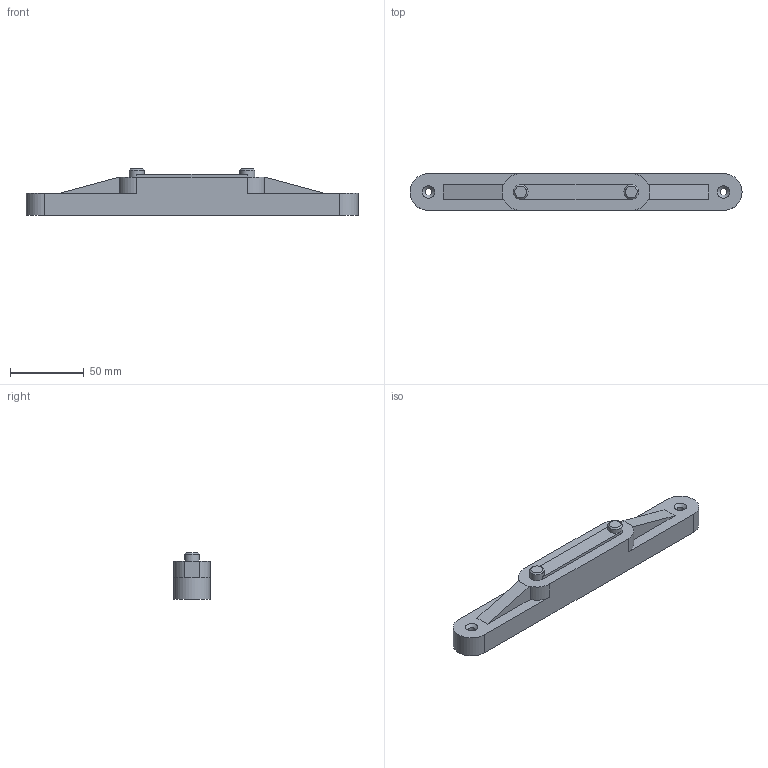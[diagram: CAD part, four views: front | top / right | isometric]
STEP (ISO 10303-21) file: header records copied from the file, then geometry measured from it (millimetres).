
FILE_DESCRIPTION(/* description */ (''),/* implementation_level */ '2;1');
FILE_NAME(/* name */ 'MK2_bracket-outlet 125mm.stp',/* time_stamp */ '2024-07-20T11:51:01+02:00',/* author */ ('admin'),/* organization */ (''),/* preprocessor_version */ 'ST-DEVELOPER v18.1',/* originating_system */ 'Autodesk Inventor 2021',/* authorisation */ '');
FILE_SCHEMA (('AUTOMOTIVE_DESIGN { 1 0 10303 214 3 1 1 }'));
Length unit declared in the file: millimetre
Products named in the file (1): MK2_bracket-outlet 125mm
Bounding box: 225 x 25 x 31.81 mm (x, y, z)
Volume: 114238.9 mm3; surface area: 22271 mm2
Topology: 1 solids, 1 shells, 31 faces, 78 edges, 50 vertices
Faces by surface type: plane 17, cylinder 10, cone 4
Full cylindrical faces by diameter (mm): 4.5 x2, 10 x2
Entity records: 979 total; most frequent: DIRECTION 168, CARTESIAN_POINT 160, ORIENTED_EDGE 156, EDGE_CURVE 78, AXIS2_PLACEMENT_3D 58, LINE 52, VECTOR 52, VERTEX_POINT 50
